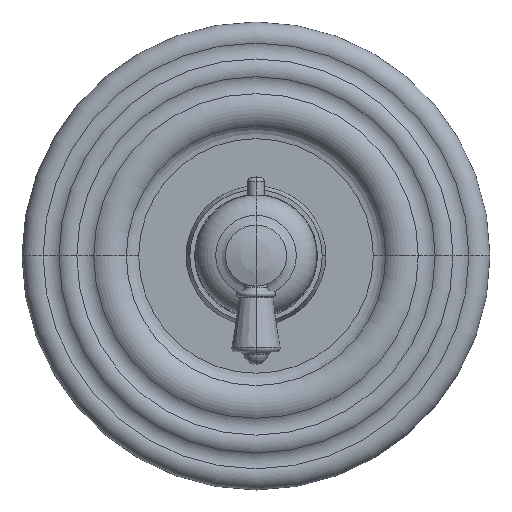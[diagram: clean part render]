
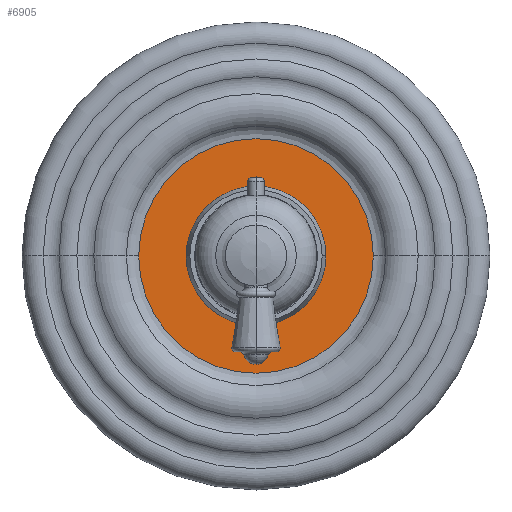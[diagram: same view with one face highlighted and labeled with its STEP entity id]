
A CAD part, top view. The second image highlights one B-rep face of the part: STEP entity #6905.
In plain terms, the highlighted planar face has unit normal (0, 0, 1).
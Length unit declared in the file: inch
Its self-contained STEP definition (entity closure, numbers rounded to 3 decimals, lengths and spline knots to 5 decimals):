
#120=CARTESIAN_POINT('',(0.,0.,0.31244));
#121=DIRECTION('',(0.,0.,-1.));
#122=DIRECTION('',(1.,0.,0.));
#123=AXIS2_PLACEMENT_3D('',#120,#121,#122);
#130=CARTESIAN_POINT('',(0.,0.,0.31244));
#131=DIRECTION('',(0.,0.,-1.));
#132=DIRECTION('',(-1.,0.,0.));
#133=AXIS2_PLACEMENT_3D('',#130,#131,#132);
#135=CARTESIAN_POINT('',(0.,0.,0.31244));
#136=DIRECTION('',(0.,0.,-1.));
#137=DIRECTION('',(1.,0.,0.));
#138=AXIS2_PLACEMENT_3D('',#135,#136,#137);
#140=CARTESIAN_POINT('',(0.,0.,0.31244));
#141=DIRECTION('',(0.,0.,1.));
#142=DIRECTION('',(1.,0.,0.));
#143=AXIS2_PLACEMENT_3D('',#140,#141,#142);
#5684=CARTESIAN_POINT('',(1.87952,0.,0.31244));
#5685=CARTESIAN_POINT('',(-1.87952,0.,0.31244));
#5686=VERTEX_POINT('',#5684);
#5687=VERTEX_POINT('',#5685);
#5692=CARTESIAN_POINT('',(-1.12,0.,0.31244));
#5693=CARTESIAN_POINT('',(1.12,0.,0.31244));
#5694=VERTEX_POINT('',#5692);
#5695=VERTEX_POINT('',#5693);
#6889=CARTESIAN_POINT('',(0.,0.,0.31244));
#6890=DIRECTION('',(0.,0.,-1.));
#6891=DIRECTION('',(-1.,0.,0.));
#6892=AXIS2_PLACEMENT_3D('',#6889,#6890,#6891);
#6893=PLANE('',#6892);
#6894=ORIENTED_EDGE('',*,*,#6879,.T.);
#6896=ORIENTED_EDGE('',*,*,#6895,.F.);
#6897=EDGE_LOOP('',(#6894,#6896));
#6898=FACE_OUTER_BOUND('',#6897,.F.);
#6900=ORIENTED_EDGE('',*,*,#6899,.F.);
#6902=ORIENTED_EDGE('',*,*,#6901,.F.);
#6903=EDGE_LOOP('',(#6900,#6902));
#6904=FACE_BOUND('',#6903,.F.);
#6905=ADVANCED_FACE('',(#6898,#6904),#6893,.F.);
#124=CIRCLE('',#123,1.87952);
#134=CIRCLE('',#133,1.12);
#139=CIRCLE('',#138,1.12);
#144=CIRCLE('',#143,1.87952);
#6879=EDGE_CURVE('',#5686,#5687,#124,.T.);
#6895=EDGE_CURVE('',#5686,#5687,#144,.T.);
#6899=EDGE_CURVE('',#5694,#5695,#134,.T.);
#6901=EDGE_CURVE('',#5695,#5694,#139,.T.);
